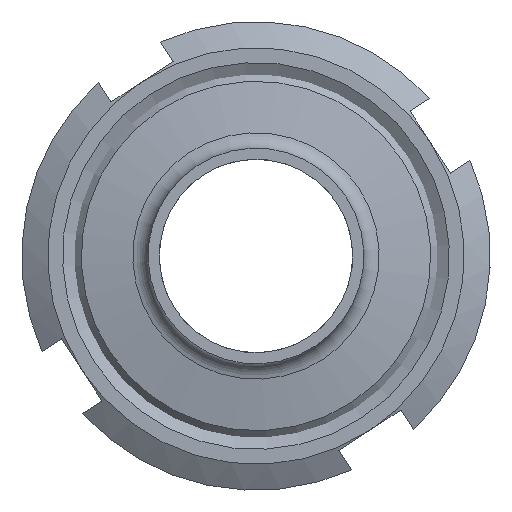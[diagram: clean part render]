
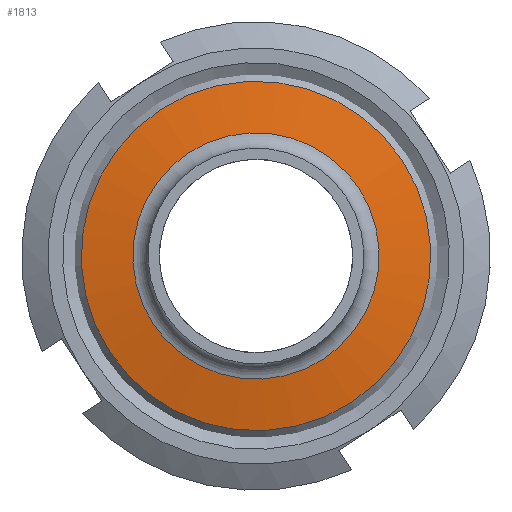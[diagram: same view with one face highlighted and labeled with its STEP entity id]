
A CAD part, front view. The second image highlights one B-rep face of the part: STEP entity #1813.
In plain terms, the highlighted conical face has half-angle 80 degrees and reference radius 23.5 mm.
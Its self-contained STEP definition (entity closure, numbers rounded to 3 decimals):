
#67 = VERTEX_POINT ( 'NONE', #1625 ) ;
#79 = FACE_OUTER_BOUND ( 'NONE', #247, .T. ) ;
#111 = FACE_BOUND ( 'NONE', #294, .T. ) ;
#115 = CONICAL_SURFACE ( 'NONE', #420, 23.5, 1.396 ) ;
#143 = VERTEX_POINT ( 'NONE', #1624 ) ;
#247 = EDGE_LOOP ( 'NONE', ( #1182 ) ) ;
#294 = EDGE_LOOP ( 'NONE', ( #1187 ) ) ;
#420 = AXIS2_PLACEMENT_3D ( 'NONE', #1537, #1538, #1536 ) ;
#491 = EDGE_CURVE ( 'NONE', #143, #143, #862, .T. ) ;
#492 = EDGE_CURVE ( 'NONE', #67, #67, #1216, .T. ) ;
#592 = AXIS2_PLACEMENT_3D ( 'NONE', #947, #949, #950 ) ;
#593 = AXIS2_PLACEMENT_3D ( 'NONE', #955, #957, #959 ) ;
#862 = CIRCLE ( 'NONE', #592, 23.5 ) ;
#947 = CARTESIAN_POINT ( 'NONE',  ( 0., 14., 0. ) ) ;
#949 = DIRECTION ( 'NONE',  ( 0., 1., 0. ) ) ;
#950 = DIRECTION ( 'NONE',  ( 0., 0., 1. ) ) ;
#955 = CARTESIAN_POINT ( 'NONE',  ( 0., 15.223, 0. ) ) ;
#957 = DIRECTION ( 'NONE',  ( 0., 1., 0. ) ) ;
#959 = DIRECTION ( 'NONE',  ( 0., 0., 1. ) ) ;
#1182 = ORIENTED_EDGE ( 'NONE', *, *, #491, .T. ) ;
#1187 = ORIENTED_EDGE ( 'NONE', *, *, #492, .F. ) ;
#1216 = CIRCLE ( 'NONE', #593, 16.566 ) ;
#1536 = DIRECTION ( 'NONE',  ( 0., 0., -1. ) ) ;
#1537 = CARTESIAN_POINT ( 'NONE',  ( 0., 14., 0. ) ) ;
#1538 = DIRECTION ( 'NONE',  ( 0., -1., 0. ) ) ;
#1624 = CARTESIAN_POINT ( 'NONE',  ( 0., 14., 23.5 ) ) ;
#1625 = CARTESIAN_POINT ( 'NONE',  ( 0., 15.223, 16.566 ) ) ;
#1813 = ADVANCED_FACE ( 'NONE', ( #111, #79 ), #115, .T. ) ;
